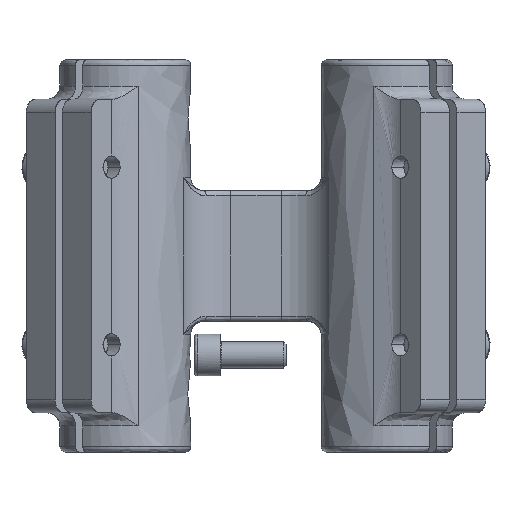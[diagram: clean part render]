
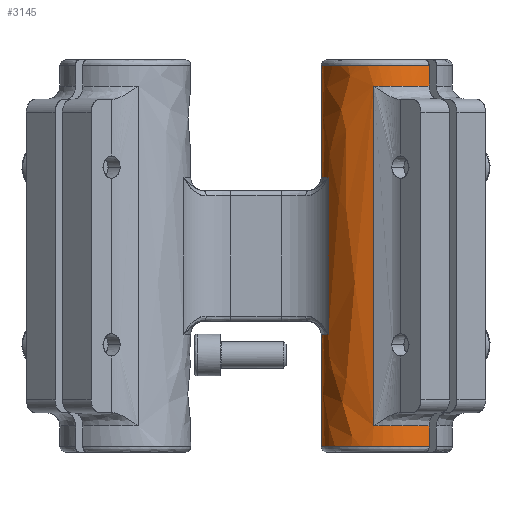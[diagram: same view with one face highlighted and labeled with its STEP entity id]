
A CAD part, front view. The second image highlights one B-rep face of the part: STEP entity #3145.
In plain terms, the highlighted free-form (B-spline) face has degree [2, 1] with [3, 2] control points.
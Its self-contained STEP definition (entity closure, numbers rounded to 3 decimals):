
#3145 = ADVANCED_FACE('',(#3146),#3238,.T.);
#3146 = FACE_BOUND('',#3147,.T.);
#3147 = EDGE_LOOP('',(#3148,#3157,#3165,#3172,#3180,#3187,#3195,#3202,
    #3210,#3217,#3225,#3232));
#3148 = ORIENTED_EDGE('',*,*,#3149,.F.);
#3149 = EDGE_CURVE('',#3150,#3152,#3154,.T.);
#3150 = VERTEX_POINT('',#3151);
#3151 = CARTESIAN_POINT('',(59.852,-98.57,
    58.761));
#3152 = VERTEX_POINT('',#3153);
#3153 = CARTESIAN_POINT('',(59.852,-98.57,
    65.993));
#3154 = B_SPLINE_CURVE_WITH_KNOTS('',1,(#3155,#3156),.UNSPECIFIED.,.F.,
  .F.,(2,2),(0.,8.),.PIECEWISE_BEZIER_KNOTS.);
#3155 = CARTESIAN_POINT('',(59.852,-98.57,
    58.761));
#3156 = CARTESIAN_POINT('',(59.852,-98.57,
    65.993));
#3157 = ORIENTED_EDGE('',*,*,#3158,.F.);
#3158 = EDGE_CURVE('',#3159,#3150,#3161,.T.);
#3159 = VERTEX_POINT('',#3160);
#3160 = CARTESIAN_POINT('',(40.717,-103.513,
    58.761));
#3161 = ( BOUNDED_CURVE() B_SPLINE_CURVE(2,(#3162,#3163,#3164),
.UNSPECIFIED.,.F.,.F.) B_SPLINE_CURVE_WITH_KNOTS((3,3),(4.513,
5.418),.PIECEWISE_BEZIER_KNOTS.) CURVE() 
GEOMETRIC_REPRESENTATION_ITEM() RATIONAL_B_SPLINE_CURVE((1.,
0.899,1.)) REPRESENTATION_ITEM('') );
#3162 = CARTESIAN_POINT('',(40.717,-103.513,
    58.761));
#3163 = CARTESIAN_POINT('',(51.486,-105.693,
    58.761));
#3164 = CARTESIAN_POINT('',(59.852,-98.57,
    58.761));
#3165 = ORIENTED_EDGE('',*,*,#3166,.F.);
#3166 = EDGE_CURVE('',#3167,#3159,#3169,.T.);
#3167 = VERTEX_POINT('',#3168);
#3168 = CARTESIAN_POINT('',(40.717,-103.513,
    -58.761));
#3169 = B_SPLINE_CURVE_WITH_KNOTS('',1,(#3170,#3171),.UNSPECIFIED.,.F.,
  .F.,(2,2),(0.,130.),.PIECEWISE_BEZIER_KNOTS.);
#3170 = CARTESIAN_POINT('',(40.717,-103.513,
    -58.761));
#3171 = CARTESIAN_POINT('',(40.717,-103.513,
    58.761));
#3172 = ORIENTED_EDGE('',*,*,#3173,.F.);
#3173 = EDGE_CURVE('',#3174,#3167,#3176,.T.);
#3174 = VERTEX_POINT('',#3175);
#3175 = CARTESIAN_POINT('',(59.852,-98.57,
    -58.761));
#3176 = ( BOUNDED_CURVE() B_SPLINE_CURVE(2,(#3177,#3178,#3179),
.UNSPECIFIED.,.F.,.F.) B_SPLINE_CURVE_WITH_KNOTS((3,3),(0.,
0.905),.PIECEWISE_BEZIER_KNOTS.) CURVE() 
GEOMETRIC_REPRESENTATION_ITEM() RATIONAL_B_SPLINE_CURVE((1.,
0.899,1.)) REPRESENTATION_ITEM('') );
#3177 = CARTESIAN_POINT('',(59.852,-98.57,
    -58.761));
#3178 = CARTESIAN_POINT('',(51.486,-105.693,
    -58.761));
#3179 = CARTESIAN_POINT('',(40.717,-103.513,
    -58.761));
#3180 = ORIENTED_EDGE('',*,*,#3181,.F.);
#3181 = EDGE_CURVE('',#3182,#3174,#3184,.T.);
#3182 = VERTEX_POINT('',#3183);
#3183 = CARTESIAN_POINT('',(59.852,-98.57,
    -65.993));
#3184 = B_SPLINE_CURVE_WITH_KNOTS('',1,(#3185,#3186),.UNSPECIFIED.,.F.,
  .F.,(2,2),(0.,8.),.PIECEWISE_BEZIER_KNOTS.);
#3185 = CARTESIAN_POINT('',(59.852,-98.57,
    -65.993));
#3186 = CARTESIAN_POINT('',(59.852,-98.57,
    -58.761));
#3187 = ORIENTED_EDGE('',*,*,#3188,.F.);
#3188 = EDGE_CURVE('',#3189,#3182,#3191,.T.);
#3189 = VERTEX_POINT('',#3190);
#3190 = CARTESIAN_POINT('',(22.6,-81.362,
    -65.993));
#3191 = ( BOUNDED_CURVE() B_SPLINE_CURVE(2,(#3192,#3193,#3194),
.UNSPECIFIED.,.F.,.F.) B_SPLINE_CURVE_WITH_KNOTS((3,3),(3.142,
5.418),.PIECEWISE_BEZIER_KNOTS.) CURVE() 
GEOMETRIC_REPRESENTATION_ITEM() RATIONAL_B_SPLINE_CURVE((1.,
0.419,1.)) REPRESENTATION_ITEM('') );
#3192 = CARTESIAN_POINT('',(22.6,-81.362,
    -65.993));
#3193 = CARTESIAN_POINT('',(22.6,-130.287,
    -65.993));
#3194 = CARTESIAN_POINT('',(59.852,-98.57,
    -65.993));
#3195 = ORIENTED_EDGE('',*,*,#3196,.F.);
#3196 = EDGE_CURVE('',#3197,#3189,#3199,.T.);
#3197 = VERTEX_POINT('',#3198);
#3198 = CARTESIAN_POINT('',(22.6,-81.362,
    -27.121));
#3199 = B_SPLINE_CURVE_WITH_KNOTS('',1,(#3200,#3201),.UNSPECIFIED.,.F.,
  .F.,(2,2),(0.,43.),.PIECEWISE_BEZIER_KNOTS.);
#3200 = CARTESIAN_POINT('',(22.6,-81.362,
    -27.121));
#3201 = CARTESIAN_POINT('',(22.6,-81.362,
    -65.993));
#3202 = ORIENTED_EDGE('',*,*,#3203,.F.);
#3203 = EDGE_CURVE('',#3204,#3197,#3206,.T.);
#3204 = VERTEX_POINT('',#3205);
#3205 = CARTESIAN_POINT('',(24.955,-91.406,
    -27.121));
#3206 = ( BOUNDED_CURVE() B_SPLINE_CURVE(2,(#3207,#3208,#3209),
.UNSPECIFIED.,.F.,.F.) B_SPLINE_CURVE_WITH_KNOTS((3,3),(
0.,0.461),.PIECEWISE_BEZIER_KNOTS.) CURVE() 
GEOMETRIC_REPRESENTATION_ITEM() RATIONAL_B_SPLINE_CURVE((1.,
0.974,1.)) REPRESENTATION_ITEM('') );
#3207 = CARTESIAN_POINT('',(24.955,-91.406,
    -27.121));
#3208 = CARTESIAN_POINT('',(22.6,-86.66,
    -27.121));
#3209 = CARTESIAN_POINT('',(22.6,-81.362,
    -27.121));
#3210 = ORIENTED_EDGE('',*,*,#3211,.F.);
#3211 = EDGE_CURVE('',#3212,#3204,#3214,.T.);
#3212 = VERTEX_POINT('',#3213);
#3213 = CARTESIAN_POINT('',(24.955,-91.406,
    27.121));
#3214 = B_SPLINE_CURVE_WITH_KNOTS('',1,(#3215,#3216),.UNSPECIFIED.,.F.,
  .F.,(2,2),(0.,60.),.PIECEWISE_BEZIER_KNOTS.);
#3215 = CARTESIAN_POINT('',(24.955,-91.406,
    27.121));
#3216 = CARTESIAN_POINT('',(24.955,-91.406,
    -27.121));
#3217 = ORIENTED_EDGE('',*,*,#3218,.F.);
#3218 = EDGE_CURVE('',#3219,#3212,#3221,.T.);
#3219 = VERTEX_POINT('',#3220);
#3220 = CARTESIAN_POINT('',(22.6,-81.362,
    27.121));
#3221 = ( BOUNDED_CURVE() B_SPLINE_CURVE(2,(#3222,#3223,#3224),
.UNSPECIFIED.,.F.,.F.) B_SPLINE_CURVE_WITH_KNOTS((3,3),(3.142,
3.602),.PIECEWISE_BEZIER_KNOTS.) CURVE() 
GEOMETRIC_REPRESENTATION_ITEM() RATIONAL_B_SPLINE_CURVE((1.,
0.974,1.)) REPRESENTATION_ITEM('') );
#3222 = CARTESIAN_POINT('',(22.6,-81.362,
    27.121));
#3223 = CARTESIAN_POINT('',(22.6,-86.66,
    27.121));
#3224 = CARTESIAN_POINT('',(24.955,-91.406,
    27.121));
#3225 = ORIENTED_EDGE('',*,*,#3226,.F.);
#3226 = EDGE_CURVE('',#3227,#3219,#3229,.T.);
#3227 = VERTEX_POINT('',#3228);
#3228 = CARTESIAN_POINT('',(22.6,-81.362,
    65.993));
#3229 = B_SPLINE_CURVE_WITH_KNOTS('',1,(#3230,#3231),.UNSPECIFIED.,.F.,
  .F.,(2,2),(0.,43.),.PIECEWISE_BEZIER_KNOTS.);
#3230 = CARTESIAN_POINT('',(22.6,-81.362,
    65.993));
#3231 = CARTESIAN_POINT('',(22.6,-81.362,
    27.121));
#3232 = ORIENTED_EDGE('',*,*,#3233,.F.);
#3233 = EDGE_CURVE('',#3152,#3227,#3234,.T.);
#3234 = ( BOUNDED_CURVE() B_SPLINE_CURVE(2,(#3235,#3236,#3237),
.UNSPECIFIED.,.F.,.F.) B_SPLINE_CURVE_WITH_KNOTS((3,3),(
0.,2.276),.PIECEWISE_BEZIER_KNOTS.) CURVE() 
GEOMETRIC_REPRESENTATION_ITEM() RATIONAL_B_SPLINE_CURVE((1.,
0.419,1.)) REPRESENTATION_ITEM('') );
#3235 = CARTESIAN_POINT('',(59.852,-98.57,
    65.993));
#3236 = CARTESIAN_POINT('',(22.6,-130.287,
    65.993));
#3237 = CARTESIAN_POINT('',(22.6,-81.362,
    65.993));
#3238 = ( BOUNDED_SURFACE() B_SPLINE_SURFACE(2,1,(
    (#3239,#3240)
    ,(#3241,#3242)
    ,(#3243,#3244
)),.UNSPECIFIED.,.F.,.F.,.F.) B_SPLINE_SURFACE_WITH_KNOTS((3,3),(2,2),(
    0.,2.276),(0.,146.),.PIECEWISE_BEZIER_KNOTS.) 
GEOMETRIC_REPRESENTATION_ITEM() RATIONAL_B_SPLINE_SURFACE((
    (1.,1.)
    ,(0.419,0.419)
,(1.,1.))) REPRESENTATION_ITEM('') SURFACE() );
#3239 = CARTESIAN_POINT('',(22.6,-81.362,
    65.993));
#3240 = CARTESIAN_POINT('',(22.6,-81.362,
    -65.993));
#3241 = CARTESIAN_POINT('',(22.6,-130.287,
    65.993));
#3242 = CARTESIAN_POINT('',(22.6,-130.287,
    -65.993));
#3243 = CARTESIAN_POINT('',(59.852,-98.57,
    65.993));
#3244 = CARTESIAN_POINT('',(59.852,-98.57,
    -65.993));
